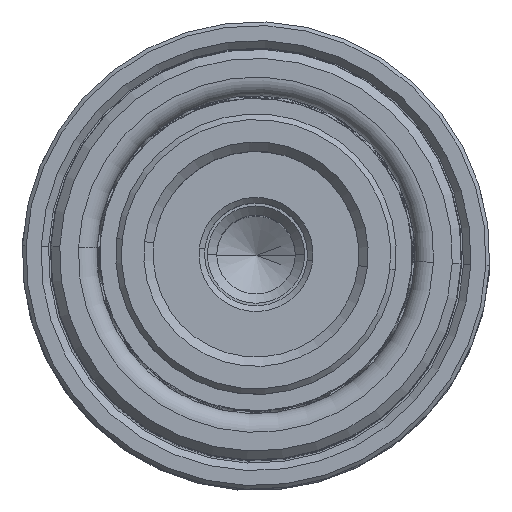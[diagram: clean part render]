
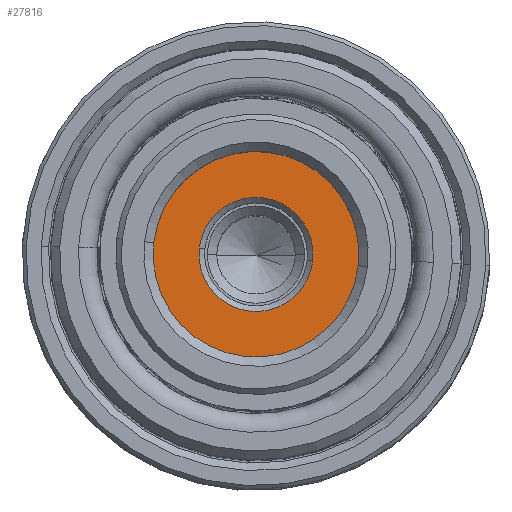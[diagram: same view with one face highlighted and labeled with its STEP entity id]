
A CAD part, top view. The second image highlights one B-rep face of the part: STEP entity #27816.
In plain terms, the highlighted face is planar.
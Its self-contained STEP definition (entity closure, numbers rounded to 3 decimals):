
#262 = AXIS2_PLACEMENT_3D ( 'NONE', #27991, #13592, #30402 ) ;
#1365 = CIRCLE ( 'NONE', #22479, 5.5 ) ;
#2383 = ORIENTED_EDGE ( 'NONE', *, *, #28384, .T. ) ;
#3975 = DIRECTION ( 'NONE',  ( 0., 0., -1. ) ) ;
#4091 = CARTESIAN_POINT ( 'NONE',  ( -3.05, 0., 6.5 ) ) ;
#5360 = EDGE_LOOP ( 'NONE', ( #30860, #20345 ) ) ;
#5546 = CIRCLE ( 'NONE', #262, 5.5 ) ;
#6848 = AXIS2_PLACEMENT_3D ( 'NONE', #23113, #25605, #11204 ) ;
#7165 = FACE_OUTER_BOUND ( 'NONE', #23772, .T. ) ;
#8085 = EDGE_CURVE ( 'NONE', #19565, #18596, #1365, .T. ) ;
#8162 = CARTESIAN_POINT ( 'NONE',  ( 0., 0., 6.5 ) ) ;
#8776 = PLANE ( 'NONE',  #6848 ) ;
#10598 = DIRECTION ( 'NONE',  ( 1., 0., 0. ) ) ;
#11156 = CARTESIAN_POINT ( 'NONE',  ( 5.5, 0., 6.5 ) ) ;
#11204 = DIRECTION ( 'NONE',  ( 1., 0., 0. ) ) ;
#12048 = AXIS2_PLACEMENT_3D ( 'NONE', #8162, #24997, #10598 ) ;
#13223 = CARTESIAN_POINT ( 'NONE',  ( 0., 0., 6.5 ) ) ;
#13592 = DIRECTION ( 'NONE',  ( 0., 0., -1. ) ) ;
#14430 = CIRCLE ( 'NONE', #17860, 3.05 ) ;
#15527 = VERTEX_POINT ( 'NONE', #4091 ) ;
#15636 = DIRECTION ( 'NONE',  ( 1., 0., 0. ) ) ;
#17860 = AXIS2_PLACEMENT_3D ( 'NONE', #13223, #30031, #15636 ) ;
#18378 = CARTESIAN_POINT ( 'NONE',  ( 0., 0., 6.5 ) ) ;
#18596 = VERTEX_POINT ( 'NONE', #19213 ) ;
#19213 = CARTESIAN_POINT ( 'NONE',  ( -5.5, 0., 6.5 ) ) ;
#19565 = VERTEX_POINT ( 'NONE', #11156 ) ;
#19965 = FACE_BOUND ( 'NONE', #5360, .T. ) ;
#20345 = ORIENTED_EDGE ( 'NONE', *, *, #20500, .T. ) ;
#20500 = EDGE_CURVE ( 'NONE', #25286, #15527, #14430, .T. ) ;
#20810 = DIRECTION ( 'NONE',  ( -1., 0., 0. ) ) ;
#22479 = AXIS2_PLACEMENT_3D ( 'NONE', #18378, #3975, #20810 ) ;
#23113 = CARTESIAN_POINT ( 'NONE',  ( 2.75, 0., 6.5 ) ) ;
#23772 = EDGE_LOOP ( 'NONE', ( #2383, #27528 ) ) ;
#24639 = EDGE_CURVE ( 'NONE', #15527, #25286, #29759, .T. ) ;
#24665 = CARTESIAN_POINT ( 'NONE',  ( 3.05, 0., 6.5 ) ) ;
#24997 = DIRECTION ( 'NONE',  ( 0., 0., 1. ) ) ;
#25286 = VERTEX_POINT ( 'NONE', #24665 ) ;
#25605 = DIRECTION ( 'NONE',  ( 0., 0., 1. ) ) ;
#27528 = ORIENTED_EDGE ( 'NONE', *, *, #8085, .T. ) ;
#27816 = ADVANCED_FACE ( 'NONE', ( #19965, #7165 ), #8776, .F. ) ;
#27991 = CARTESIAN_POINT ( 'NONE',  ( 0., 0., 6.5 ) ) ;
#28384 = EDGE_CURVE ( 'NONE', #18596, #19565, #5546, .T. ) ;
#29759 = CIRCLE ( 'NONE', #12048, 3.05 ) ;
#30031 = DIRECTION ( 'NONE',  ( 0., 0., 1. ) ) ;
#30402 = DIRECTION ( 'NONE',  ( -1., 0., 0. ) ) ;
#30860 = ORIENTED_EDGE ( 'NONE', *, *, #24639, .T. ) ;
